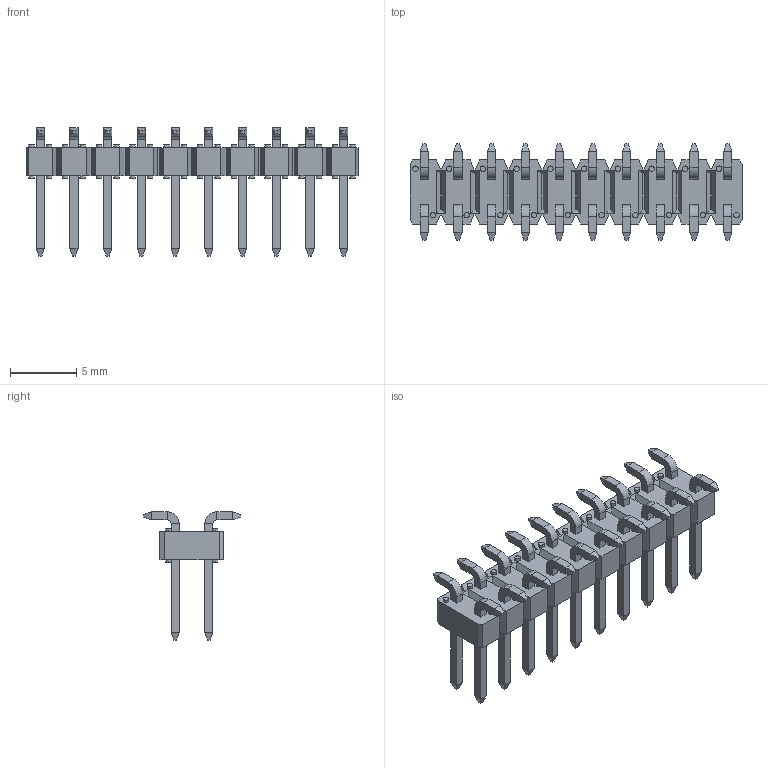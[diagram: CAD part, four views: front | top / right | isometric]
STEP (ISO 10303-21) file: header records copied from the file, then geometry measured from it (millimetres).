
FILE_DESCRIPTION((''),'2;1');
FILE_NAME('95278_Y01_20_ASM','2006-12-07T',('lmulin'),('FCI - CDC Division'),'PRO/ENGINEER BY PARAMETRIC TECHNOLOGY CORPORATION, 2004490','PRO/ENGINEER BY PARAMETRIC TECHNOLOGY CORPORATION, 2004490','');
FILE_SCHEMA(('CONFIG_CONTROL_DESIGN'));
Length unit declared in the file: millimetre
Products named in the file (3): 98470-020; 77310_YXXSMT; 95278_Y01_20_ASM
Assembly tree (21 placements, depth 2):
  95278_Y01_20_ASM
    98470-020
    77310_YXXSMT  x20
Bounding box: 25 x 7.29 x 9.66 mm (x, y, z)
Volume: 301.6 mm3; surface area: 1067.7 mm2
Topology: 21 solids, 21 shells, 812 faces, 1816 edges, 1104 vertices
Faces by surface type: plane 692, cylinder 120
Entity records: 11925 total; most frequent: CARTESIAN_POINT 2046, DIRECTION 1980, ORIENTED_EDGE 1960, EDGE_CURVE 980, VECTOR 816, LINE 816, VERTEX_POINT 648, AXIS2_PLACEMENT_3D 582
